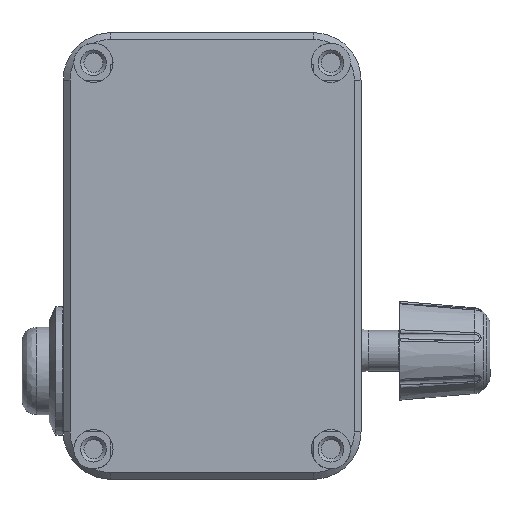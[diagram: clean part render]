
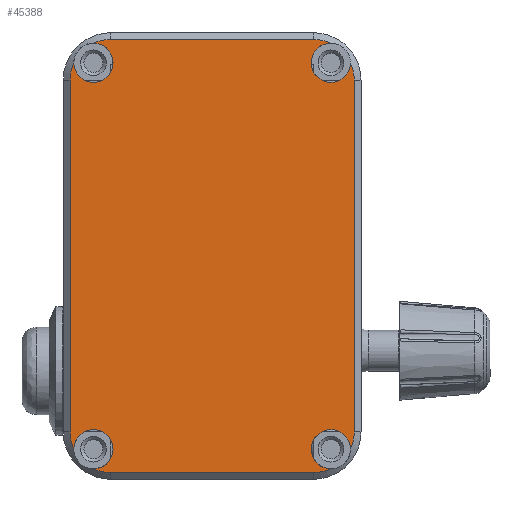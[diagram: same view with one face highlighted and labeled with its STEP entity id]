
A CAD part, front view. The second image highlights one B-rep face of the part: STEP entity #45388.
In plain terms, the highlighted planar face has unit normal (0, -1, 0).
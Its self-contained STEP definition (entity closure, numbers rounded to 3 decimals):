
#3670=FACE_OUTER_BOUND('',#6317,.T.);
#6317=EDGE_LOOP('',(#39897,#39898,#39899,#39900,#39901,#39902,#39903,#39904,
#39905,#39906,#39907,#39908,#39909,#39910,#39911,#39912,#39913,#39914));
#11297=LINE('',#76339,#16329);
#11298=LINE('',#76341,#16330);
#11299=LINE('',#76345,#16331);
#11300=LINE('',#76346,#16332);
#16329=VECTOR('',#60189,10.);
#16330=VECTOR('',#60190,10.);
#16331=VECTOR('',#60195,10.);
#16332=VECTOR('',#60196,10.);
#17286=CIRCLE('',#48688,2.9);
#17292=CIRCLE('',#48694,2.9);
#17294=CIRCLE('',#48698,6.);
#17296=CIRCLE('',#48700,6.);
#17297=CIRCLE('',#48704,2.9);
#17303=CIRCLE('',#48710,2.9);
#17305=CIRCLE('',#48714,6.);
#17307=CIRCLE('',#48716,6.);
#17308=CIRCLE('',#48720,2.9);
#17315=CIRCLE('',#48729,6.);
#17317=CIRCLE('',#48731,6.);
#17318=CIRCLE('',#48735,2.9);
#17325=CIRCLE('',#48744,6.);
#17326=CIRCLE('',#48745,6.);
#21187=VERTEX_POINT('',#76061);
#21188=VERTEX_POINT('',#76062);
#21189=VERTEX_POINT('',#76077);
#21200=VERTEX_POINT('',#76105);
#21203=VERTEX_POINT('',#76111);
#21212=VERTEX_POINT('',#76135);
#21213=VERTEX_POINT('',#76136);
#21214=VERTEX_POINT('',#76151);
#21225=VERTEX_POINT('',#76179);
#21228=VERTEX_POINT('',#76185);
#21237=VERTEX_POINT('',#76209);
#21239=VERTEX_POINT('',#76215);
#21251=VERTEX_POINT('',#76258);
#21254=VERTEX_POINT('',#76264);
#21264=VERTEX_POINT('',#76290);
#21266=VERTEX_POINT('',#76306);
#21278=VERTEX_POINT('',#76340);
#21279=VERTEX_POINT('',#76343);
#27402=EDGE_CURVE('',#21189,#21187,#17286,.T.);
#27413=EDGE_CURVE('',#21188,#21189,#17292,.T.);
#27417=EDGE_CURVE('',#21188,#21200,#17294,.T.);
#27421=EDGE_CURVE('',#21203,#21187,#17296,.T.);
#27433=EDGE_CURVE('',#21214,#21212,#17297,.T.);
#27444=EDGE_CURVE('',#21213,#21214,#17303,.T.);
#27448=EDGE_CURVE('',#21213,#21225,#17305,.T.);
#27452=EDGE_CURVE('',#21228,#21212,#17307,.T.);
#27464=EDGE_CURVE('',#21239,#21237,#17308,.T.);
#27480=EDGE_CURVE('',#21239,#21251,#17315,.T.);
#27484=EDGE_CURVE('',#21254,#21237,#17317,.T.);
#27497=EDGE_CURVE('',#21266,#21264,#17318,.T.);
#27513=EDGE_CURVE('',#21251,#21203,#11297,.T.);
#27514=EDGE_CURVE('',#21278,#21254,#11298,.T.);
#27515=EDGE_CURVE('',#21266,#21278,#17325,.T.);
#27516=EDGE_CURVE('',#21279,#21264,#17326,.T.);
#27517=EDGE_CURVE('',#21225,#21279,#11299,.T.);
#27518=EDGE_CURVE('',#21200,#21228,#11300,.T.);
#39897=ORIENTED_EDGE('',*,*,#27413,.T.);
#39898=ORIENTED_EDGE('',*,*,#27402,.T.);
#39899=ORIENTED_EDGE('',*,*,#27421,.F.);
#39900=ORIENTED_EDGE('',*,*,#27513,.F.);
#39901=ORIENTED_EDGE('',*,*,#27480,.F.);
#39902=ORIENTED_EDGE('',*,*,#27464,.T.);
#39903=ORIENTED_EDGE('',*,*,#27484,.F.);
#39904=ORIENTED_EDGE('',*,*,#27514,.F.);
#39905=ORIENTED_EDGE('',*,*,#27515,.F.);
#39906=ORIENTED_EDGE('',*,*,#27497,.T.);
#39907=ORIENTED_EDGE('',*,*,#27516,.F.);
#39908=ORIENTED_EDGE('',*,*,#27517,.F.);
#39909=ORIENTED_EDGE('',*,*,#27448,.F.);
#39910=ORIENTED_EDGE('',*,*,#27444,.T.);
#39911=ORIENTED_EDGE('',*,*,#27433,.T.);
#39912=ORIENTED_EDGE('',*,*,#27452,.F.);
#39913=ORIENTED_EDGE('',*,*,#27518,.F.);
#39914=ORIENTED_EDGE('',*,*,#27417,.F.);
#42019=PLANE('',#48743);
#45388=ADVANCED_FACE('',(#3670),#42019,.T.);
#48688=AXIS2_PLACEMENT_3D('',#76078,#60010,#60011);
#48694=AXIS2_PLACEMENT_3D('',#76098,#60027,#60028);
#48698=AXIS2_PLACEMENT_3D('',#76106,#60037,#60038);
#48700=AXIS2_PLACEMENT_3D('',#76113,#60043,#60044);
#48704=AXIS2_PLACEMENT_3D('',#76152,#60061,#60062);
#48710=AXIS2_PLACEMENT_3D('',#76172,#60078,#60079);
#48714=AXIS2_PLACEMENT_3D('',#76180,#60088,#60089);
#48716=AXIS2_PLACEMENT_3D('',#76187,#60094,#60095);
#48720=AXIS2_PLACEMENT_3D('',#76216,#60112,#60113);
#48729=AXIS2_PLACEMENT_3D('',#76259,#60138,#60139);
#48731=AXIS2_PLACEMENT_3D('',#76266,#60144,#60145);
#48735=AXIS2_PLACEMENT_3D('',#76307,#60163,#60164);
#48743=AXIS2_PLACEMENT_3D('',#76338,#60187,#60188);
#48744=AXIS2_PLACEMENT_3D('',#76342,#60191,#60192);
#48745=AXIS2_PLACEMENT_3D('',#76344,#60193,#60194);
#60010=DIRECTION('center_axis',(0.,1.,0.));
#60011=DIRECTION('ref_axis',(0.,0.,-1.));
#60027=DIRECTION('center_axis',(0.,1.,0.));
#60028=DIRECTION('ref_axis',(0.,0.,-1.));
#60037=DIRECTION('center_axis',(0.,1.,0.));
#60038=DIRECTION('ref_axis',(0.707,0.,-0.707));
#60043=DIRECTION('center_axis',(0.,1.,0.));
#60044=DIRECTION('ref_axis',(0.707,0.,-0.707));
#60061=DIRECTION('center_axis',(0.,1.,0.));
#60062=DIRECTION('ref_axis',(0.,0.,-1.));
#60078=DIRECTION('center_axis',(0.,1.,0.));
#60079=DIRECTION('ref_axis',(0.,0.,-1.));
#60088=DIRECTION('center_axis',(0.,1.,0.));
#60089=DIRECTION('ref_axis',(-0.707,0.,-0.707));
#60094=DIRECTION('center_axis',(0.,1.,0.));
#60095=DIRECTION('ref_axis',(-0.707,0.,-0.707));
#60112=DIRECTION('center_axis',(0.,1.,0.));
#60113=DIRECTION('ref_axis',(0.,0.,-1.));
#60138=DIRECTION('center_axis',(0.,1.,0.));
#60139=DIRECTION('ref_axis',(0.707,0.,0.707));
#60144=DIRECTION('center_axis',(0.,1.,0.));
#60145=DIRECTION('ref_axis',(0.707,0.,0.707));
#60163=DIRECTION('center_axis',(0.,1.,0.));
#60164=DIRECTION('ref_axis',(0.,0.,-1.));
#60187=DIRECTION('center_axis',(0.,-1.,0.));
#60188=DIRECTION('ref_axis',(0.,0.,-1.));
#60189=DIRECTION('',(0.,0.,-1.));
#60190=DIRECTION('',(1.,0.,0.));
#60191=DIRECTION('center_axis',(0.,1.,0.));
#60192=DIRECTION('ref_axis',(-0.707,0.,0.707));
#60193=DIRECTION('center_axis',(0.,1.,0.));
#60194=DIRECTION('ref_axis',(-0.707,0.,0.707));
#60195=DIRECTION('',(0.,0.,1.));
#60196=DIRECTION('',(-1.,0.,0.));
#76061=CARTESIAN_POINT('',(33.445,-26.4,-59.519));
#76062=CARTESIAN_POINT('',(30.519,-26.4,-62.445));
#76077=CARTESIAN_POINT('',(30.546,-26.4,-56.646));
#76078=CARTESIAN_POINT('Origin',(30.546,-26.4,-59.546));
#76098=CARTESIAN_POINT('Origin',(30.546,-26.4,-59.546));
#76105=CARTESIAN_POINT('',(28.,-26.4,-63.));
#76106=CARTESIAN_POINT('Origin',(28.,-26.4,-57.));
#76111=CARTESIAN_POINT('',(34.,-26.4,-57.));
#76113=CARTESIAN_POINT('Origin',(28.,-26.4,-57.));
#76135=CARTESIAN_POINT('',(-4.519,-26.4,-62.445));
#76136=CARTESIAN_POINT('',(-7.445,-26.4,-59.519));
#76151=CARTESIAN_POINT('',(-4.546,-26.4,-56.646));
#76152=CARTESIAN_POINT('Origin',(-4.546,-26.4,-59.546));
#76172=CARTESIAN_POINT('Origin',(-4.546,-26.4,-59.546));
#76179=CARTESIAN_POINT('',(-8.,-26.4,-57.));
#76180=CARTESIAN_POINT('Origin',(-2.,-26.4,-57.));
#76185=CARTESIAN_POINT('',(-2.,-26.4,-63.));
#76187=CARTESIAN_POINT('Origin',(-2.,-26.4,-57.));
#76209=CARTESIAN_POINT('',(30.519,-26.4,0.445));
#76215=CARTESIAN_POINT('',(33.445,-26.4,-2.481));
#76216=CARTESIAN_POINT('Origin',(30.546,-26.4,-2.454));
#76258=CARTESIAN_POINT('',(34.,-26.4,-5.));
#76259=CARTESIAN_POINT('Origin',(28.,-26.4,-5.));
#76264=CARTESIAN_POINT('',(28.,-26.4,1.));
#76266=CARTESIAN_POINT('Origin',(28.,-26.4,-5.));
#76290=CARTESIAN_POINT('',(-7.445,-26.4,-2.481));
#76306=CARTESIAN_POINT('',(-4.519,-26.4,0.445));
#76307=CARTESIAN_POINT('Origin',(-4.546,-26.4,-2.454));
#76338=CARTESIAN_POINT('Origin',(13.,-26.4,-31.));
#76339=CARTESIAN_POINT('',(34.,-26.4,-44.));
#76340=CARTESIAN_POINT('',(-2.,-26.4,1.));
#76341=CARTESIAN_POINT('',(20.5,-26.4,1.));
#76342=CARTESIAN_POINT('Origin',(-2.,-26.4,-5.));
#76343=CARTESIAN_POINT('',(-8.,-26.4,-5.));
#76344=CARTESIAN_POINT('Origin',(-2.,-26.4,-5.));
#76345=CARTESIAN_POINT('',(-8.,-26.4,-18.));
#76346=CARTESIAN_POINT('',(5.5,-26.4,-63.));
